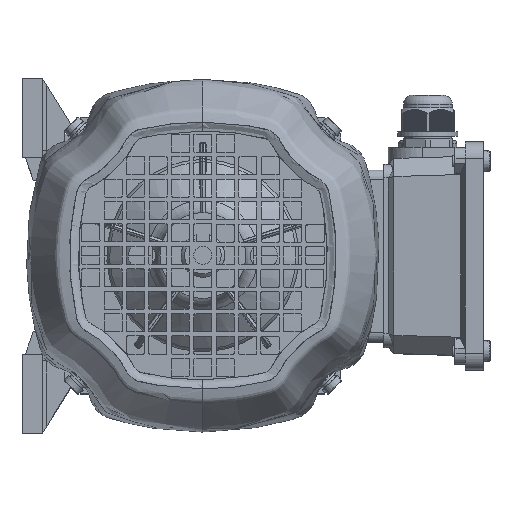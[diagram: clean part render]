
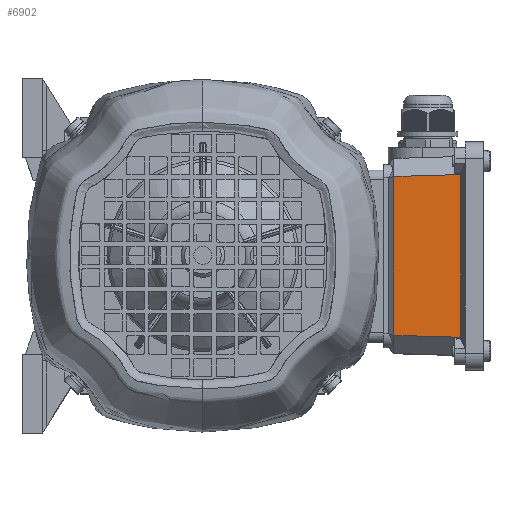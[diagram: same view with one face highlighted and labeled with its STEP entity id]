
A CAD part, top view. The second image highlights one B-rep face of the part: STEP entity #6902.
In plain terms, the highlighted planar face has unit normal (-0.029, 0, 1).
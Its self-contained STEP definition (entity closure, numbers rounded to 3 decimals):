
#3719=FACE_OUTER_BOUND('',#25225,.T.);
#6902=ADVANCED_FACE('',(#3719),#10571,.F.);
#10571=PLANE('',#67976);
#12853=LINE('',#93064,#18389);
#12863=LINE('',#93085,#18399);
#12864=LINE('',#93087,#18400);
#12865=LINE('',#93089,#18401);
#18389=VECTOR('',#74672,1.);
#18399=VECTOR('',#74696,1.);
#18400=VECTOR('',#74697,1.);
#18401=VECTOR('',#74698,1.);
#25225=EDGE_LOOP('',(#29991,#29992,#29993,#29994));
#29991=ORIENTED_EDGE('',*,*,#55771,.F.);
#29992=ORIENTED_EDGE('',*,*,#55782,.T.);
#29993=ORIENTED_EDGE('',*,*,#55783,.T.);
#29994=ORIENTED_EDGE('',*,*,#55784,.T.);
#49162=VERTEX_POINT('',#93063);
#49163=VERTEX_POINT('',#93065);
#49167=VERTEX_POINT('',#93086);
#49168=VERTEX_POINT('',#93088);
#55771=EDGE_CURVE('',#49162,#49163,#12853,.T.);
#55782=EDGE_CURVE('',#49162,#49167,#12863,.T.);
#55783=EDGE_CURVE('',#49167,#49168,#12864,.T.);
#55784=EDGE_CURVE('',#49168,#49163,#12865,.T.);
#67976=AXIS2_PLACEMENT_3D('',#93090,#74699,#74700);
#74672=DIRECTION('',(0.,-1.,0.));
#74696=DIRECTION('',(-0.999,-0.029,-0.029));
#74697=DIRECTION('',(0.,-1.,0.));
#74698=DIRECTION('',(0.999,-0.029,0.029));
#74699=DIRECTION('',(0.029,0.,-1.));
#74700=DIRECTION('',(0.,1.,0.));
#93063=CARTESIAN_POINT('',(114.,35.997,96.));
#93064=CARTESIAN_POINT('',(114.,0.,96.));
#93065=CARTESIAN_POINT('',(114.,-35.997,96.));
#93085=CARTESIAN_POINT('',(112.943,35.965,95.969));
#93086=CARTESIAN_POINT('',(84.5,35.129,95.132));
#93087=CARTESIAN_POINT('',(84.5,0.,95.132));
#93088=CARTESIAN_POINT('',(84.5,-35.129,95.132));
#93089=CARTESIAN_POINT('',(112.943,-35.965,95.969));
#93090=CARTESIAN_POINT('',(114.,0.,96.));
